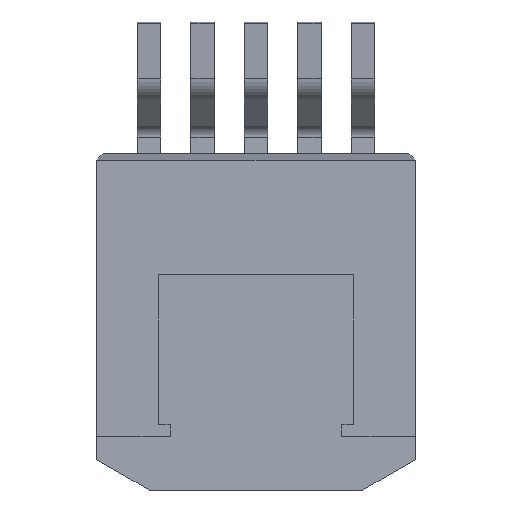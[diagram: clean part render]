
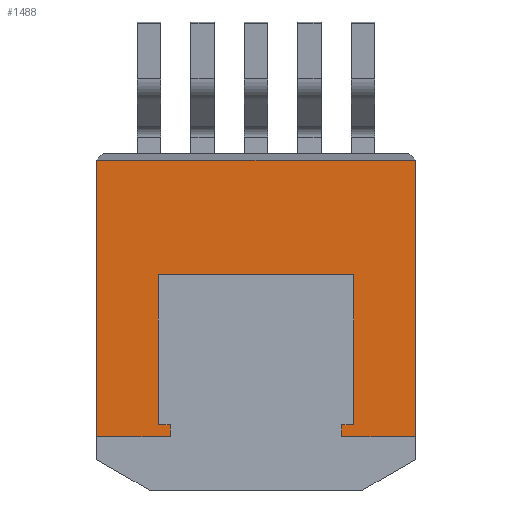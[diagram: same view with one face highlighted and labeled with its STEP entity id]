
A CAD part, front view. The second image highlights one B-rep face of the part: STEP entity #1488.
In plain terms, the highlighted planar face has unit normal (0, -1, 0).
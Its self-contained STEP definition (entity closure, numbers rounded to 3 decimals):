
#20 = ORIENTED_EDGE ( 'NONE', *, *, #257, .F. ) ;
#31 = ORIENTED_EDGE ( 'NONE', *, *, #759, .T. ) ;
#66 = CARTESIAN_POINT ( 'NONE',  ( -2.73, 0., -5.753 ) ) ;
#95 = CARTESIAN_POINT ( 'NONE',  ( 2.73, 0., -5.753 ) ) ;
#99 = FACE_OUTER_BOUND ( 'NONE', #214, .T. ) ;
#103 = LINE ( 'NONE', #1392, #608 ) ;
#107 = VECTOR ( 'NONE', #185, 1000. ) ;
#173 = CARTESIAN_POINT ( 'NONE',  ( 3.111, 0., -0.597 ) ) ;
#185 = DIRECTION ( 'NONE',  ( 0., 0., -1. ) ) ;
#214 = EDGE_LOOP ( 'NONE', ( #2684, #980, #1704, #1240, #2947, #2863, #1708, #2461, #20, #31, #243, #2748 ) ) ;
#243 = ORIENTED_EDGE ( 'NONE', *, *, #2620, .F. ) ;
#257 = EDGE_CURVE ( 'NONE', #437, #1741, #1507, .T. ) ;
#313 = VECTOR ( 'NONE', #2670, 1000. ) ;
#337 = CARTESIAN_POINT ( 'NONE',  ( -3.111, 0., -5.372 ) ) ;
#349 = CARTESIAN_POINT ( 'NONE',  ( -2.73, 0., -5.753 ) ) ;
#354 = VERTEX_POINT ( 'NONE', #1841 ) ;
#402 = DIRECTION ( 'NONE',  ( 0., 0., -1. ) ) ;
#410 = AXIS2_PLACEMENT_3D ( 'NONE', #640, #2149, #402 ) ;
#437 = VERTEX_POINT ( 'NONE', #95 ) ;
#464 = LINE ( 'NONE', #2460, #1735 ) ;
#484 = CARTESIAN_POINT ( 'NONE',  ( -3.111, 0., -0.597 ) ) ;
#575 = VERTEX_POINT ( 'NONE', #2818 ) ;
#608 = VECTOR ( 'NONE', #2349, 1000. ) ;
#610 = CARTESIAN_POINT ( 'NONE',  ( -3.111, 0., -5.372 ) ) ;
#624 = PLANE ( 'NONE',  #410 ) ;
#640 = CARTESIAN_POINT ( 'NONE',  ( 0., 0., 0. ) ) ;
#669 = CARTESIAN_POINT ( 'NONE',  ( -5.08, 0., 3.264 ) ) ;
#719 = DIRECTION ( 'NONE',  ( 1., 0., 0. ) ) ;
#741 = VERTEX_POINT ( 'NONE', #2648 ) ;
#759 = EDGE_CURVE ( 'NONE', #437, #354, #103, .T. ) ;
#804 = EDGE_CURVE ( 'NONE', #1652, #2230, #2441, .T. ) ;
#912 = EDGE_CURVE ( 'NONE', #1359, #2696, #1778, .T. ) ;
#941 = EDGE_CURVE ( 'NONE', #1741, #741, #2541, .T. ) ;
#970 = CARTESIAN_POINT ( 'NONE',  ( 0., 0., -5.753 ) ) ;
#980 = ORIENTED_EDGE ( 'NONE', *, *, #2912, .T. ) ;
#1075 = DIRECTION ( 'NONE',  ( 0., 0., -1. ) ) ;
#1109 = EDGE_CURVE ( 'NONE', #3033, #575, #1111, .T. ) ;
#1111 = LINE ( 'NONE', #669, #1734 ) ;
#1169 = DIRECTION ( 'NONE',  ( -1., 0., 0. ) ) ;
#1197 = VECTOR ( 'NONE', #1502, 1000. ) ;
#1240 = ORIENTED_EDGE ( 'NONE', *, *, #912, .F. ) ;
#1352 = LINE ( 'NONE', #610, #313 ) ;
#1359 = VERTEX_POINT ( 'NONE', #337 ) ;
#1362 = LINE ( 'NONE', #1609, #2154 ) ;
#1392 = CARTESIAN_POINT ( 'NONE',  ( 0., 0., -5.753 ) ) ;
#1404 = CARTESIAN_POINT ( 'NONE',  ( 3.111, 0., -0.597 ) ) ;
#1488 = ADVANCED_FACE ( 'NONE', ( #99 ), #624, .T. ) ;
#1502 = DIRECTION ( 'NONE',  ( 1., 0., 0. ) ) ;
#1507 = LINE ( 'NONE', #1560, #1605 ) ;
#1508 = VERTEX_POINT ( 'NONE', #2905 ) ;
#1545 = CARTESIAN_POINT ( 'NONE',  ( 2.73, 0., -5.372 ) ) ;
#1560 = CARTESIAN_POINT ( 'NONE',  ( 2.73, 0., -5.753 ) ) ;
#1591 = EDGE_CURVE ( 'NONE', #2230, #1359, #1352, .T. ) ;
#1605 = VECTOR ( 'NONE', #1823, 1000. ) ;
#1609 = CARTESIAN_POINT ( 'NONE',  ( -5.08, 0., 3.053 ) ) ;
#1652 = VERTEX_POINT ( 'NONE', #173 ) ;
#1673 = DIRECTION ( 'NONE',  ( 0., 0., 1. ) ) ;
#1704 = ORIENTED_EDGE ( 'NONE', *, *, #2761, .F. ) ;
#1708 = ORIENTED_EDGE ( 'NONE', *, *, #2600, .F. ) ;
#1734 = VECTOR ( 'NONE', #1673, 1000. ) ;
#1735 = VECTOR ( 'NONE', #2479, 1000. ) ;
#1741 = VERTEX_POINT ( 'NONE', #1545 ) ;
#1762 = CARTESIAN_POINT ( 'NONE',  ( 2.73, 0., -5.372 ) ) ;
#1776 = CARTESIAN_POINT ( 'NONE',  ( -5.08, 0., -5.753 ) ) ;
#1778 = LINE ( 'NONE', #1801, #1789 ) ;
#1789 = VECTOR ( 'NONE', #2275, 1000. ) ;
#1801 = CARTESIAN_POINT ( 'NONE',  ( -2.73, 0., -5.372 ) ) ;
#1823 = DIRECTION ( 'NONE',  ( 0., 0., 1. ) ) ;
#1841 = CARTESIAN_POINT ( 'NONE',  ( 5.08, 0., -5.753 ) ) ;
#1958 = LINE ( 'NONE', #970, #3258 ) ;
#1980 = LINE ( 'NONE', #2979, #107 ) ;
#2039 = VERTEX_POINT ( 'NONE', #349 ) ;
#2149 = DIRECTION ( 'NONE',  ( 0., -1., 0. ) ) ;
#2154 = VECTOR ( 'NONE', #2854, 1000. ) ;
#2230 = VERTEX_POINT ( 'NONE', #484 ) ;
#2275 = DIRECTION ( 'NONE',  ( 1., 0., 0. ) ) ;
#2349 = DIRECTION ( 'NONE',  ( 1., 0., 0. ) ) ;
#2403 = EDGE_CURVE ( 'NONE', #575, #1508, #1362, .T. ) ;
#2424 = VECTOR ( 'NONE', #1075, 1000. ) ;
#2441 = LINE ( 'NONE', #1404, #3027 ) ;
#2460 = CARTESIAN_POINT ( 'NONE',  ( 3.111, 0., -5.372 ) ) ;
#2461 = ORIENTED_EDGE ( 'NONE', *, *, #941, .F. ) ;
#2479 = DIRECTION ( 'NONE',  ( 0., 0., 1. ) ) ;
#2541 = LINE ( 'NONE', #1762, #1197 ) ;
#2572 = LINE ( 'NONE', #66, #2424 ) ;
#2600 = EDGE_CURVE ( 'NONE', #741, #1652, #464, .T. ) ;
#2620 = EDGE_CURVE ( 'NONE', #1508, #354, #1980, .T. ) ;
#2648 = CARTESIAN_POINT ( 'NONE',  ( 3.111, 0., -5.372 ) ) ;
#2670 = DIRECTION ( 'NONE',  ( 0., 0., -1. ) ) ;
#2684 = ORIENTED_EDGE ( 'NONE', *, *, #1109, .F. ) ;
#2696 = VERTEX_POINT ( 'NONE', #2777 ) ;
#2748 = ORIENTED_EDGE ( 'NONE', *, *, #2403, .F. ) ;
#2761 = EDGE_CURVE ( 'NONE', #2696, #2039, #2572, .T. ) ;
#2777 = CARTESIAN_POINT ( 'NONE',  ( -2.73, 0., -5.372 ) ) ;
#2818 = CARTESIAN_POINT ( 'NONE',  ( -5.08, 0., 3.053 ) ) ;
#2854 = DIRECTION ( 'NONE',  ( 1., 0., 0. ) ) ;
#2863 = ORIENTED_EDGE ( 'NONE', *, *, #804, .F. ) ;
#2905 = CARTESIAN_POINT ( 'NONE',  ( 5.08, 0., 3.053 ) ) ;
#2912 = EDGE_CURVE ( 'NONE', #3033, #2039, #1958, .T. ) ;
#2947 = ORIENTED_EDGE ( 'NONE', *, *, #1591, .F. ) ;
#2979 = CARTESIAN_POINT ( 'NONE',  ( 5.08, 0., 3.264 ) ) ;
#3027 = VECTOR ( 'NONE', #1169, 1000. ) ;
#3033 = VERTEX_POINT ( 'NONE', #1776 ) ;
#3258 = VECTOR ( 'NONE', #719, 1000. ) ;
